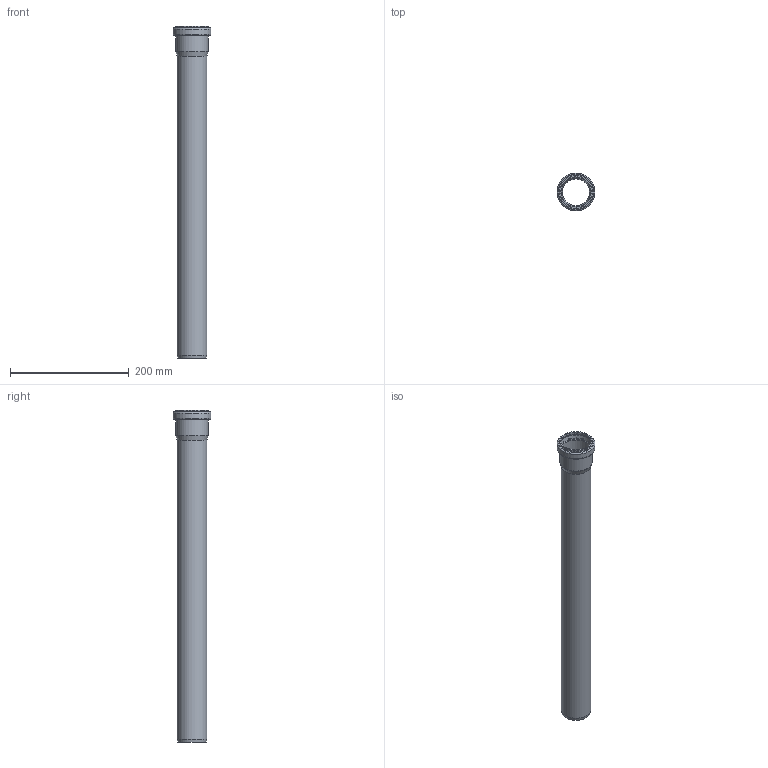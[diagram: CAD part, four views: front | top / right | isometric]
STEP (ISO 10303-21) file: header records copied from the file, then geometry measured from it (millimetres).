
FILE_DESCRIPTION(/* description */ (''),/* implementation_level */ '2;1');
FILE_NAME(/* name */ 'HT-50-500mm-3-69.stp',/* time_stamp */ '2018-11-10T05:49:09+01:00',/* author */ ('wolf_'),/* organization */ (''),/* preprocessor_version */ 'ST-DEVELOPER v16.5',/* originating_system */ 'Autodesk Inventor 2017',/* authorisation */ '');
FILE_SCHEMA (('AUTOMOTIVE_DESIGN { 1 0 10303 214 3 1 1 }'));
Length unit declared in the file: millimetre
Products named in the file (3): 3-69; 3-68; 3-65
Assembly tree (2 placements, depth 2):
  3-69
    3-68
    3-65
Bounding box: 64 x 64 x 560 mm (x, y, z)
Volume: 186417 mm3; surface area: 178286.8 mm2
Topology: 2 solids, 2 shells, 39 faces, 74 edges, 43 vertices
Faces by surface type: torus 16, cylinder 10, plane 8, cone 5
Full cylindrical faces by diameter (mm): 45.809 x1, 50 x1, 51 x2, 53 x1, 55 x2, 60 x2, 64 x1
Entity records: 882 total; most frequent: DIRECTION 166, CARTESIAN_POINT 122, AXIS2_PLACEMENT_3D 83, EDGE_LOOP 78, ORIENTED_EDGE 78, FACE_BOUND 39, FACE_OUTER_BOUND 39, CIRCLE 39
